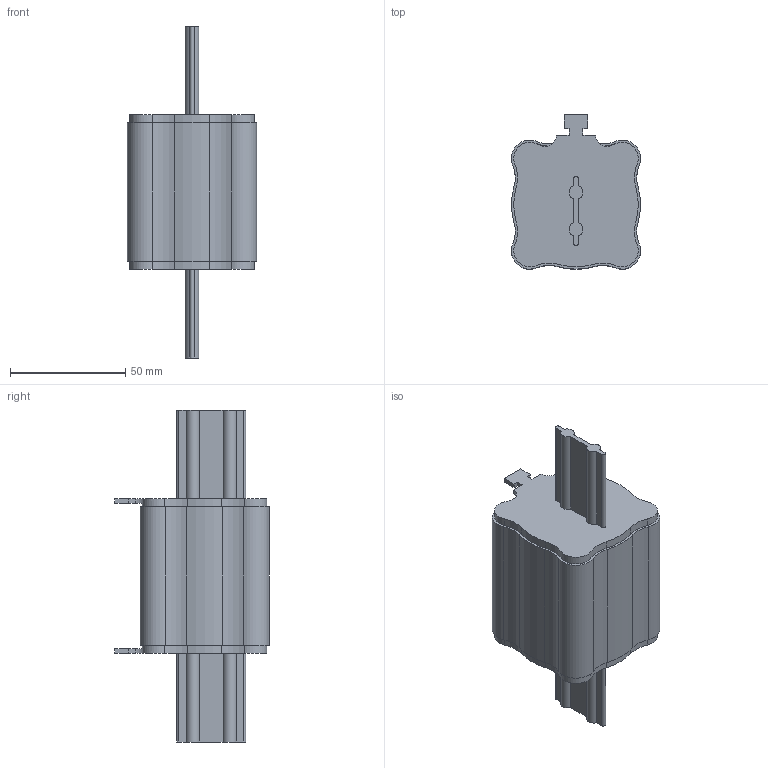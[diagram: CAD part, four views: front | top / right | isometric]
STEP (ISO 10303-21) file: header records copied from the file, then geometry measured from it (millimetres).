
FILE_DESCRIPTION(/* description */ (''),/* implementation_level */ '2;1');
FILE_NAME(/* name */ 'RT0-400T.prt.stp',/* time_stamp */ '2025-03-15T12:36:13+08:00',/* author */ (''),/* organization */ (''),/* preprocessor_version */ 'ST-DEVELOPER v16',/* originating_system */ 'SIEMENS PLM Software NX 10.0',/* authorisation */ '');
FILE_SCHEMA (('CONFIG_CONTROL_DESIGN'));
Length unit declared in the file: millimetre
Products named in the file (1): RT0-400T
Bounding box: 56 x 67 x 144 mm (x, y, z)
Volume: 204027.7 mm3; surface area: 26180.3 mm2
Topology: 1 solids, 1 shells, 106 faces, 296 edges, 196 vertices
Faces by surface type: cylinder 64, plane 42
Entity records: 3552 total; most frequent: DIRECTION 650, CARTESIAN_POINT 599, ORIENTED_EDGE 592, EDGE_CURVE 296, AXIS2_PLACEMENT_3D 247, VERTEX_POINT 196, LINE 156, VECTOR 156
